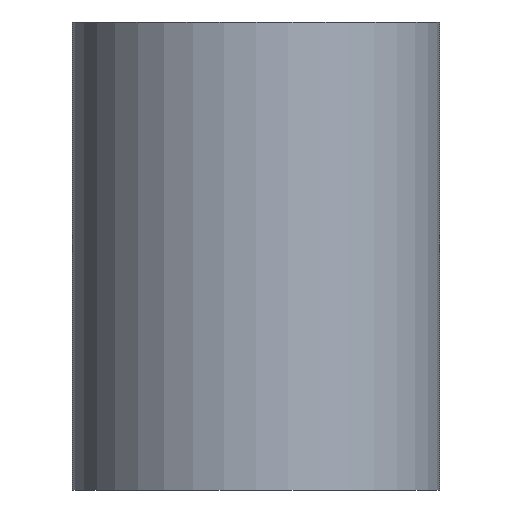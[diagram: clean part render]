
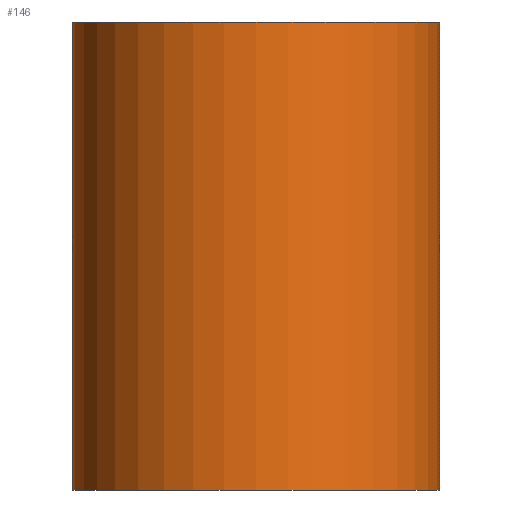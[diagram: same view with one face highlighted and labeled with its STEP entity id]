
A CAD part, left-side view. The second image highlights one B-rep face of the part: STEP entity #146.
In plain terms, the highlighted cylindrical face has radius 4 mm (diameter 8 mm), a partial arc.
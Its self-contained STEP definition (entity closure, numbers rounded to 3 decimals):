
#28=FACE_OUTER_BOUND('',#36,.T.);
#36=EDGE_LOOP('',(#121,#122,#123,#124));
#46=LINE('',#247,#56);
#52=LINE('',#262,#62);
#56=VECTOR('',#204,10.);
#62=VECTOR('',#218,10.);
#69=CIRCLE('',#181,4.);
#70=CIRCLE('',#182,4.);
#76=VERTEX_POINT('',#244);
#77=VERTEX_POINT('',#246);
#81=VERTEX_POINT('',#258);
#82=VERTEX_POINT('',#260);
#90=EDGE_CURVE('',#76,#77,#46,.T.);
#98=EDGE_CURVE('',#81,#82,#52,.T.);
#99=EDGE_CURVE('',#76,#81,#69,.T.);
#100=EDGE_CURVE('',#77,#82,#70,.T.);
#121=ORIENTED_EDGE('',*,*,#99,.T.);
#122=ORIENTED_EDGE('',*,*,#98,.T.);
#123=ORIENTED_EDGE('',*,*,#100,.F.);
#124=ORIENTED_EDGE('',*,*,#90,.F.);
#140=CYLINDRICAL_SURFACE('',#180,4.);
#146=ADVANCED_FACE('',(#28),#140,.T.);
#180=AXIS2_PLACEMENT_3D('',#263,#219,#220);
#181=AXIS2_PLACEMENT_3D('',#264,#221,#222);
#182=AXIS2_PLACEMENT_3D('',#265,#223,#224);
#204=DIRECTION('',(0.,0.,1.));
#218=DIRECTION('',(0.,0.,1.));
#219=DIRECTION('center_axis',(0.,0.,1.));
#220=DIRECTION('ref_axis',(0.,1.,0.));
#221=DIRECTION('center_axis',(0.,0.,1.));
#222=DIRECTION('ref_axis',(0.,1.,0.));
#223=DIRECTION('center_axis',(0.,0.,1.));
#224=DIRECTION('ref_axis',(0.,1.,0.));
#244=CARTESIAN_POINT('',(0.,4.,0.));
#246=CARTESIAN_POINT('',(0.,4.,10.2));
#247=CARTESIAN_POINT('',(0.,4.,0.));
#258=CARTESIAN_POINT('',(0.,-4.,0.));
#260=CARTESIAN_POINT('',(0.,-4.,10.2));
#262=CARTESIAN_POINT('',(0.,-4.,0.));
#263=CARTESIAN_POINT('Origin',(0.,0.,0.));
#264=CARTESIAN_POINT('Origin',(0.,0.,0.));
#265=CARTESIAN_POINT('Origin',(0.,0.,10.2));
